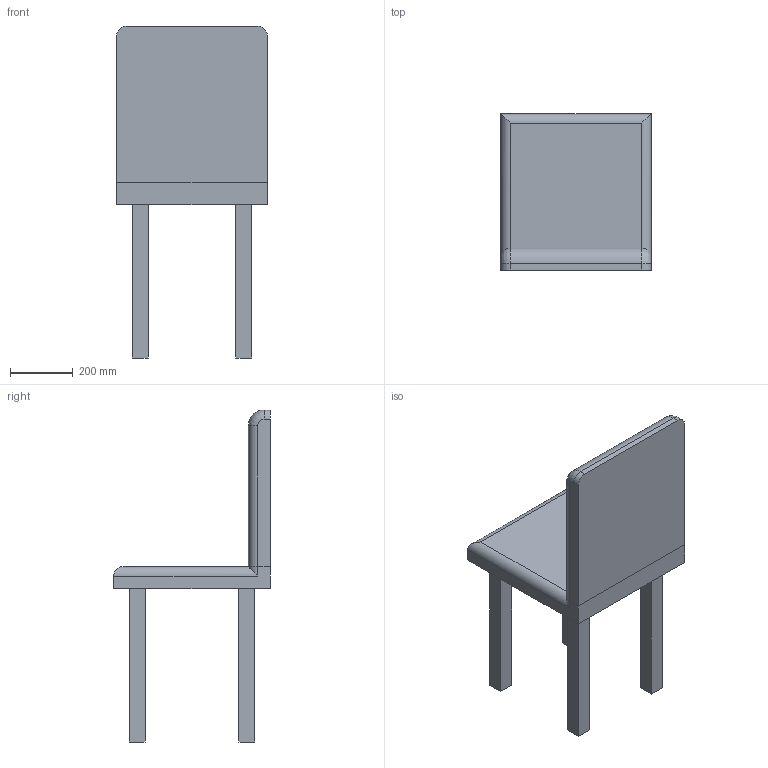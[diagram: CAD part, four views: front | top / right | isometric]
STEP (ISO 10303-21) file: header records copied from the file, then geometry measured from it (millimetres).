
FILE_DESCRIPTION(('FreeCAD Model'),'2;1');
FILE_NAME('SimpleChair.step' ,'2019-11-16T09:27:32',('Author'),(''), 'Open CASCADE STEP processor 7.3','FreeCAD','Unknown');
FILE_SCHEMA(('AUTOMOTIVE_DESIGN { 1 0 10303 214 1 1 1 1 }'));
Length unit declared in the file: millimetre
Products named in the file (1): SimpleChair
Bounding box: 480 x 500 x 1060 mm (x, y, z)
Volume: 37775842.2 mm3; surface area: 1515859.5 mm2
Topology: 1 solids, 1 shells, 43 faces, 99 edges, 62 vertices
Faces by surface type: plane 31, cylinder 10, revolution 2
Entity records: 2579 total; most frequent: CARTESIAN_POINT 503, DIRECTION 389, LINE 269, VECTOR 269, ORIENTED_EDGE 198, PCURVE 198, DEFINITIONAL_REPRESENTATION 198, EDGE_CURVE 99
